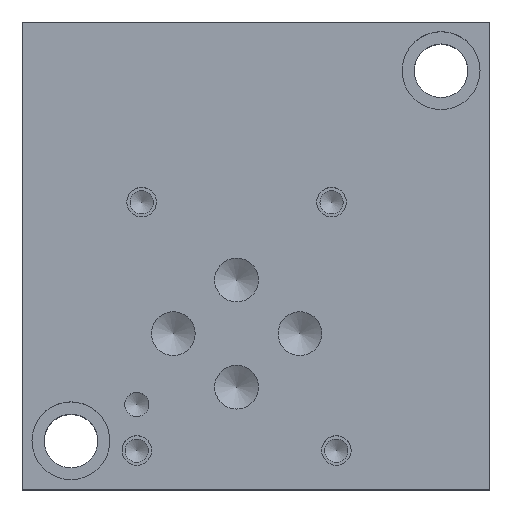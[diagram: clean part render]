
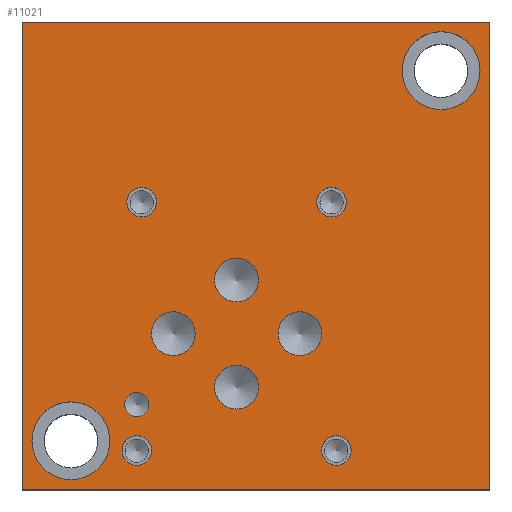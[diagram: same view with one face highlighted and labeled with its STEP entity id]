
A CAD part, top view. The second image highlights one B-rep face of the part: STEP entity #11021.
In plain terms, the highlighted planar face has unit normal (0, 0, 1).
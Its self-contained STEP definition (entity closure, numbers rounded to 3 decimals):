
#249=CIRCLE('',#11549,3.569);
#250=CIRCLE('',#11550,3.569);
#253=CIRCLE('',#11555,3.569);
#254=CIRCLE('',#11556,3.569);
#257=CIRCLE('',#11561,3.569);
#258=CIRCLE('',#11562,3.569);
#261=CIRCLE('',#11567,3.569);
#262=CIRCLE('',#11568,3.569);
#265=CIRCLE('',#11573,1.981);
#266=CIRCLE('',#11574,1.981);
#272=CIRCLE('',#11583,2.413);
#273=CIRCLE('',#11584,2.413);
#279=CIRCLE('',#11594,2.413);
#280=CIRCLE('',#11595,2.413);
#286=CIRCLE('',#11605,2.413);
#287=CIRCLE('',#11606,2.413);
#293=CIRCLE('',#11616,2.413);
#294=CIRCLE('',#11617,2.413);
#298=CIRCLE('',#11624,6.35);
#299=CIRCLE('',#11625,6.35);
#303=CIRCLE('',#11632,6.35);
#304=CIRCLE('',#11633,6.35);
#373=FACE_BOUND('',#1889,.T.);
#374=FACE_BOUND('',#1890,.T.);
#375=FACE_BOUND('',#1891,.T.);
#376=FACE_BOUND('',#1892,.T.);
#377=FACE_BOUND('',#1893,.T.);
#378=FACE_BOUND('',#1894,.T.);
#379=FACE_BOUND('',#1895,.T.);
#380=FACE_BOUND('',#1896,.T.);
#381=FACE_BOUND('',#1897,.T.);
#382=FACE_BOUND('',#1898,.T.);
#383=FACE_BOUND('',#1899,.T.);
#696=PLANE('',#11639);
#1258=FACE_OUTER_BOUND('',#1888,.T.);
#1888=EDGE_LOOP('',(#9835,#9836,#9837,#9838));
#1889=EDGE_LOOP('',(#9839,#9840));
#1890=EDGE_LOOP('',(#9841,#9842));
#1891=EDGE_LOOP('',(#9843,#9844));
#1892=EDGE_LOOP('',(#9845,#9846));
#1893=EDGE_LOOP('',(#9847,#9848));
#1894=EDGE_LOOP('',(#9849,#9850));
#1895=EDGE_LOOP('',(#9851,#9852));
#1896=EDGE_LOOP('',(#9853,#9854));
#1897=EDGE_LOOP('',(#9855,#9856));
#1898=EDGE_LOOP('',(#9857,#9858));
#1899=EDGE_LOOP('',(#9859,#9860));
#1995=LINE('',#14195,#2996);
#2379=LINE('',#17280,#3380);
#2900=LINE('',#19116,#3901);
#2901=LINE('',#19119,#3902);
#2996=VECTOR('',#11813,10.);
#3380=VECTOR('',#12399,10.);
#3901=VECTOR('',#13842,10.);
#3902=VECTOR('',#13847,10.);
#4311=VERTEX_POINT('',#14192);
#4312=VERTEX_POINT('',#14194);
#4751=VERTEX_POINT('',#17277);
#4752=VERTEX_POINT('',#17279);
#5211=VERTEX_POINT('',#18939);
#5212=VERTEX_POINT('',#18940);
#5216=VERTEX_POINT('',#18952);
#5217=VERTEX_POINT('',#18953);
#5221=VERTEX_POINT('',#18965);
#5222=VERTEX_POINT('',#18966);
#5226=VERTEX_POINT('',#18978);
#5227=VERTEX_POINT('',#18979);
#5231=VERTEX_POINT('',#18991);
#5232=VERTEX_POINT('',#18992);
#5239=VERTEX_POINT('',#19011);
#5240=VERTEX_POINT('',#19012);
#5247=VERTEX_POINT('',#19033);
#5248=VERTEX_POINT('',#19034);
#5255=VERTEX_POINT('',#19055);
#5256=VERTEX_POINT('',#19056);
#5263=VERTEX_POINT('',#19077);
#5264=VERTEX_POINT('',#19078);
#5268=VERTEX_POINT('',#19092);
#5269=VERTEX_POINT('',#19093);
#5273=VERTEX_POINT('',#19107);
#5274=VERTEX_POINT('',#19108);
#5391=EDGE_CURVE('',#4312,#4311,#1995,.T.);
#6049=EDGE_CURVE('',#4752,#4751,#2379,.T.);
#6723=EDGE_CURVE('',#5211,#5212,#249,.T.);
#6724=EDGE_CURVE('',#5212,#5211,#250,.T.);
#6729=EDGE_CURVE('',#5216,#5217,#253,.T.);
#6730=EDGE_CURVE('',#5217,#5216,#254,.T.);
#6735=EDGE_CURVE('',#5221,#5222,#257,.T.);
#6736=EDGE_CURVE('',#5222,#5221,#258,.T.);
#6741=EDGE_CURVE('',#5226,#5227,#261,.T.);
#6742=EDGE_CURVE('',#5227,#5226,#262,.T.);
#6747=EDGE_CURVE('',#5231,#5232,#265,.T.);
#6748=EDGE_CURVE('',#5232,#5231,#266,.T.);
#6756=EDGE_CURVE('',#5239,#5240,#272,.T.);
#6757=EDGE_CURVE('',#5240,#5239,#273,.T.);
#6766=EDGE_CURVE('',#5247,#5248,#279,.T.);
#6767=EDGE_CURVE('',#5248,#5247,#280,.T.);
#6776=EDGE_CURVE('',#5255,#5256,#286,.T.);
#6777=EDGE_CURVE('',#5256,#5255,#287,.T.);
#6786=EDGE_CURVE('',#5263,#5264,#293,.T.);
#6787=EDGE_CURVE('',#5264,#5263,#294,.T.);
#6793=EDGE_CURVE('',#5268,#5269,#298,.T.);
#6794=EDGE_CURVE('',#5269,#5268,#299,.T.);
#6800=EDGE_CURVE('',#5273,#5274,#303,.T.);
#6801=EDGE_CURVE('',#5274,#5273,#304,.T.);
#6804=EDGE_CURVE('',#4311,#4752,#2900,.T.);
#6805=EDGE_CURVE('',#4751,#4312,#2901,.T.);
#9835=ORIENTED_EDGE('',*,*,#6805,.T.);
#9836=ORIENTED_EDGE('',*,*,#5391,.T.);
#9837=ORIENTED_EDGE('',*,*,#6804,.T.);
#9838=ORIENTED_EDGE('',*,*,#6049,.T.);
#9839=ORIENTED_EDGE('',*,*,#6723,.T.);
#9840=ORIENTED_EDGE('',*,*,#6724,.T.);
#9841=ORIENTED_EDGE('',*,*,#6729,.T.);
#9842=ORIENTED_EDGE('',*,*,#6730,.T.);
#9843=ORIENTED_EDGE('',*,*,#6735,.T.);
#9844=ORIENTED_EDGE('',*,*,#6736,.T.);
#9845=ORIENTED_EDGE('',*,*,#6741,.T.);
#9846=ORIENTED_EDGE('',*,*,#6742,.T.);
#9847=ORIENTED_EDGE('',*,*,#6747,.T.);
#9848=ORIENTED_EDGE('',*,*,#6748,.T.);
#9849=ORIENTED_EDGE('',*,*,#6756,.T.);
#9850=ORIENTED_EDGE('',*,*,#6757,.T.);
#9851=ORIENTED_EDGE('',*,*,#6766,.T.);
#9852=ORIENTED_EDGE('',*,*,#6767,.T.);
#9853=ORIENTED_EDGE('',*,*,#6776,.T.);
#9854=ORIENTED_EDGE('',*,*,#6777,.T.);
#9855=ORIENTED_EDGE('',*,*,#6786,.T.);
#9856=ORIENTED_EDGE('',*,*,#6787,.T.);
#9857=ORIENTED_EDGE('',*,*,#6793,.T.);
#9858=ORIENTED_EDGE('',*,*,#6794,.T.);
#9859=ORIENTED_EDGE('',*,*,#6800,.T.);
#9860=ORIENTED_EDGE('',*,*,#6801,.T.);
#11021=ADVANCED_FACE('',(#1258,#373,#374,#375,#376,#377,#378,#379,#380,
#381,#382,#383),#696,.T.);
#11549=AXIS2_PLACEMENT_3D('',#18941,#13641,#13642);
#11550=AXIS2_PLACEMENT_3D('',#18942,#13643,#13644);
#11555=AXIS2_PLACEMENT_3D('',#18954,#13655,#13656);
#11556=AXIS2_PLACEMENT_3D('',#18955,#13657,#13658);
#11561=AXIS2_PLACEMENT_3D('',#18967,#13669,#13670);
#11562=AXIS2_PLACEMENT_3D('',#18968,#13671,#13672);
#11567=AXIS2_PLACEMENT_3D('',#18980,#13683,#13684);
#11568=AXIS2_PLACEMENT_3D('',#18981,#13685,#13686);
#11573=AXIS2_PLACEMENT_3D('',#18993,#13697,#13698);
#11574=AXIS2_PLACEMENT_3D('',#18994,#13699,#13700);
#11583=AXIS2_PLACEMENT_3D('',#19013,#13719,#13720);
#11584=AXIS2_PLACEMENT_3D('',#19014,#13721,#13722);
#11594=AXIS2_PLACEMENT_3D('',#19035,#13744,#13745);
#11595=AXIS2_PLACEMENT_3D('',#19036,#13746,#13747);
#11605=AXIS2_PLACEMENT_3D('',#19057,#13769,#13770);
#11606=AXIS2_PLACEMENT_3D('',#19058,#13771,#13772);
#11616=AXIS2_PLACEMENT_3D('',#19079,#13794,#13795);
#11617=AXIS2_PLACEMENT_3D('',#19080,#13796,#13797);
#11624=AXIS2_PLACEMENT_3D('',#19094,#13812,#13813);
#11625=AXIS2_PLACEMENT_3D('',#19095,#13814,#13815);
#11632=AXIS2_PLACEMENT_3D('',#19109,#13830,#13831);
#11633=AXIS2_PLACEMENT_3D('',#19110,#13832,#13833);
#11639=AXIS2_PLACEMENT_3D('',#19120,#13848,#13849);
#11813=DIRECTION('',(0.,1.,0.));
#12399=DIRECTION('',(0.,-1.,0.));
#13641=DIRECTION('center_axis',(0.,0.,-1.));
#13642=DIRECTION('ref_axis',(1.,0.,0.));
#13643=DIRECTION('center_axis',(0.,0.,-1.));
#13644=DIRECTION('ref_axis',(1.,0.,0.));
#13655=DIRECTION('center_axis',(0.,0.,-1.));
#13656=DIRECTION('ref_axis',(1.,0.,0.));
#13657=DIRECTION('center_axis',(0.,0.,-1.));
#13658=DIRECTION('ref_axis',(1.,0.,0.));
#13669=DIRECTION('center_axis',(0.,0.,-1.));
#13670=DIRECTION('ref_axis',(1.,0.,0.));
#13671=DIRECTION('center_axis',(0.,0.,-1.));
#13672=DIRECTION('ref_axis',(1.,0.,0.));
#13683=DIRECTION('center_axis',(0.,0.,-1.));
#13684=DIRECTION('ref_axis',(1.,0.,0.));
#13685=DIRECTION('center_axis',(0.,0.,-1.));
#13686=DIRECTION('ref_axis',(1.,0.,0.));
#13697=DIRECTION('center_axis',(0.,0.,-1.));
#13698=DIRECTION('ref_axis',(1.,0.,0.));
#13699=DIRECTION('center_axis',(0.,0.,-1.));
#13700=DIRECTION('ref_axis',(1.,0.,0.));
#13719=DIRECTION('center_axis',(0.,0.,-1.));
#13720=DIRECTION('ref_axis',(1.,0.,0.));
#13721=DIRECTION('center_axis',(0.,0.,-1.));
#13722=DIRECTION('ref_axis',(1.,0.,0.));
#13744=DIRECTION('center_axis',(0.,0.,-1.));
#13745=DIRECTION('ref_axis',(1.,0.,0.));
#13746=DIRECTION('center_axis',(0.,0.,-1.));
#13747=DIRECTION('ref_axis',(1.,0.,0.));
#13769=DIRECTION('center_axis',(0.,0.,-1.));
#13770=DIRECTION('ref_axis',(1.,0.,0.));
#13771=DIRECTION('center_axis',(0.,0.,-1.));
#13772=DIRECTION('ref_axis',(1.,0.,0.));
#13794=DIRECTION('center_axis',(0.,0.,-1.));
#13795=DIRECTION('ref_axis',(1.,0.,0.));
#13796=DIRECTION('center_axis',(0.,0.,-1.));
#13797=DIRECTION('ref_axis',(1.,0.,0.));
#13812=DIRECTION('center_axis',(0.,0.,-1.));
#13813=DIRECTION('ref_axis',(1.,0.,0.));
#13814=DIRECTION('center_axis',(0.,0.,-1.));
#13815=DIRECTION('ref_axis',(1.,0.,0.));
#13830=DIRECTION('center_axis',(0.,0.,-1.));
#13831=DIRECTION('ref_axis',(1.,0.,0.));
#13832=DIRECTION('center_axis',(0.,0.,-1.));
#13833=DIRECTION('ref_axis',(1.,0.,0.));
#13842=DIRECTION('',(-1.,0.,0.));
#13847=DIRECTION('',(1.,0.,0.));
#13848=DIRECTION('center_axis',(0.,0.,1.));
#13849=DIRECTION('ref_axis',(1.,0.,0.));
#14192=CARTESIAN_POINT('',(76.2,76.2,57.15));
#14194=CARTESIAN_POINT('',(76.2,0.,57.15));
#14195=CARTESIAN_POINT('',(76.2,0.,57.15));
#17277=CARTESIAN_POINT('',(0.,0.,57.15));
#17279=CARTESIAN_POINT('',(0.,76.2,57.15));
#17280=CARTESIAN_POINT('',(0.,76.2,57.15));
#18939=CARTESIAN_POINT('',(38.494,34.138,57.15));
#18940=CARTESIAN_POINT('',(31.356,34.138,57.15));
#18941=CARTESIAN_POINT('Origin',(34.925,34.138,57.15));
#18942=CARTESIAN_POINT('Origin',(34.925,34.138,57.15));
#18952=CARTESIAN_POINT('',(28.181,25.4,57.15));
#18953=CARTESIAN_POINT('',(21.044,25.4,57.15));
#18954=CARTESIAN_POINT('Origin',(24.613,25.4,57.15));
#18955=CARTESIAN_POINT('Origin',(24.613,25.4,57.15));
#18965=CARTESIAN_POINT('',(48.832,25.4,57.15));
#18966=CARTESIAN_POINT('',(41.694,25.4,57.15));
#18967=CARTESIAN_POINT('Origin',(45.263,25.4,57.15));
#18968=CARTESIAN_POINT('Origin',(45.263,25.4,57.15));
#18978=CARTESIAN_POINT('',(38.494,16.662,57.15));
#18979=CARTESIAN_POINT('',(31.356,16.662,57.15));
#18980=CARTESIAN_POINT('Origin',(34.925,16.662,57.15));
#18981=CARTESIAN_POINT('Origin',(34.925,16.662,57.15));
#18991=CARTESIAN_POINT('',(20.65,13.843,57.15));
#18992=CARTESIAN_POINT('',(16.688,13.843,57.15));
#18993=CARTESIAN_POINT('Origin',(18.669,13.843,57.15));
#18994=CARTESIAN_POINT('Origin',(18.669,13.843,57.15));
#19011=CARTESIAN_POINT('',(53.619,6.35,57.15));
#19012=CARTESIAN_POINT('',(48.793,6.35,57.15));
#19013=CARTESIAN_POINT('Origin',(51.206,6.35,57.15));
#19014=CARTESIAN_POINT('Origin',(51.206,6.35,57.15));
#19033=CARTESIAN_POINT('',(21.869,46.838,57.15));
#19034=CARTESIAN_POINT('',(17.043,46.838,57.15));
#19035=CARTESIAN_POINT('Origin',(19.456,46.838,57.15));
#19036=CARTESIAN_POINT('Origin',(19.456,46.838,57.15));
#19055=CARTESIAN_POINT('',(52.832,46.838,57.15));
#19056=CARTESIAN_POINT('',(48.006,46.838,57.15));
#19057=CARTESIAN_POINT('Origin',(50.419,46.838,57.15));
#19058=CARTESIAN_POINT('Origin',(50.419,46.838,57.15));
#19077=CARTESIAN_POINT('',(21.082,6.35,57.15));
#19078=CARTESIAN_POINT('',(16.256,6.35,57.15));
#19079=CARTESIAN_POINT('Origin',(18.669,6.35,57.15));
#19080=CARTESIAN_POINT('Origin',(18.669,6.35,57.15));
#19092=CARTESIAN_POINT('',(14.275,7.925,57.15));
#19093=CARTESIAN_POINT('',(1.575,7.925,57.15));
#19094=CARTESIAN_POINT('Origin',(7.925,7.925,57.15));
#19095=CARTESIAN_POINT('Origin',(7.925,7.925,57.15));
#19107=CARTESIAN_POINT('',(74.625,68.275,57.15));
#19108=CARTESIAN_POINT('',(61.925,68.275,57.15));
#19109=CARTESIAN_POINT('Origin',(68.275,68.275,57.15));
#19110=CARTESIAN_POINT('Origin',(68.275,68.275,57.15));
#19116=CARTESIAN_POINT('',(76.2,76.2,57.15));
#19119=CARTESIAN_POINT('',(0.,0.,57.15));
#19120=CARTESIAN_POINT('Origin',(38.1,38.1,57.15));
